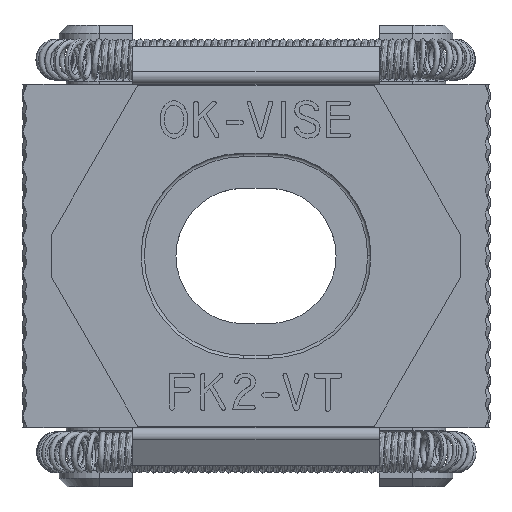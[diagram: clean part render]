
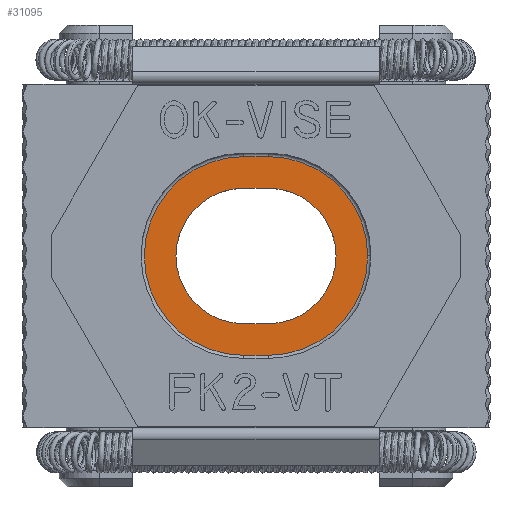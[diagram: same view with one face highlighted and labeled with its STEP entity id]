
A CAD part, top view. The second image highlights one B-rep face of the part: STEP entity #31095.
In plain terms, the highlighted planar face has unit normal (0, 0, 1).
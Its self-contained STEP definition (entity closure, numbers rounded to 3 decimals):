
#1443 = VECTOR ( 'NONE', #29347, 1000. ) ;
#3545 = LINE ( 'NONE', #43880, #47089 ) ;
#4335 = CARTESIAN_POINT ( 'NONE',  ( -0.75, -12.1, 7.8 ) ) ;
#5441 = LINE ( 'NONE', #30727, #53583 ) ;
#5560 = CIRCLE ( 'NONE', #23637, 12.1 ) ;
#5756 = CARTESIAN_POINT ( 'NONE',  ( -1.5, -12.1, 7.8 ) ) ;
#5867 = VECTOR ( 'NONE', #27844, 1000. ) ;
#6367 = FACE_OUTER_BOUND ( 'NONE', #30625, .T. ) ;
#6733 = CARTESIAN_POINT ( 'NONE',  ( 0.75, 12.1, 7.8 ) ) ;
#7625 = VERTEX_POINT ( 'NONE', #29636 ) ;
#7949 = DIRECTION ( 'NONE',  ( 0., 0., -1. ) ) ;
#8486 = DIRECTION ( 'NONE',  ( 0., 0., -1. ) ) ;
#9051 = DIRECTION ( 'NONE',  ( 1., 0., 0. ) ) ;
#9947 = DIRECTION ( 'NONE',  ( -1., 0., 0. ) ) ;
#10550 = CARTESIAN_POINT ( 'NONE',  ( 1.5, 0., 7.8 ) ) ;
#10926 = EDGE_LOOP ( 'NONE', ( #15894, #26737, #27622, #45457, #33856 ) ) ;
#12891 = ORIENTED_EDGE ( 'NONE', *, *, #23246, .F. ) ;
#13470 = CARTESIAN_POINT ( 'NONE',  ( -1.5, 0., 7.8 ) ) ;
#14562 = CARTESIAN_POINT ( 'NONE',  ( -1.5, 0., 7.8 ) ) ;
#15894 = ORIENTED_EDGE ( 'NONE', *, *, #36172, .T. ) ;
#15987 = DIRECTION ( 'NONE',  ( 1., 0., 0. ) ) ;
#17033 = EDGE_CURVE ( 'NONE', #17043, #26029, #5441, .T. ) ;
#17038 = LINE ( 'NONE', #6733, #5867 ) ;
#17043 = VERTEX_POINT ( 'NONE', #18193 ) ;
#17062 = ORIENTED_EDGE ( 'NONE', *, *, #32893, .F. ) ;
#18193 = CARTESIAN_POINT ( 'NONE',  ( 1.5, -8.25, 7.8 ) ) ;
#19179 = EDGE_CURVE ( 'NONE', #26047, #53791, #48268, .T. ) ;
#20127 = CARTESIAN_POINT ( 'NONE',  ( 1.5, 12.1, 7.8 ) ) ;
#20249 = CIRCLE ( 'NONE', #44693, 8.25 ) ;
#21163 = EDGE_CURVE ( 'NONE', #29976, #53791, #45184, .T. ) ;
#22058 = DIRECTION ( 'NONE',  ( 0., 0., -1. ) ) ;
#22814 = FACE_BOUND ( 'NONE', #10926, .T. ) ;
#23246 = EDGE_CURVE ( 'NONE', #30054, #29976, #40334, .T. ) ;
#23637 = AXIS2_PLACEMENT_3D ( 'NONE', #42577, #34231, #9051 ) ;
#23991 = CARTESIAN_POINT ( 'NONE',  ( 13.6, 0., 7.8 ) ) ;
#24818 = CARTESIAN_POINT ( 'NONE',  ( 1.5, 0., 7.8 ) ) ;
#26029 = VERTEX_POINT ( 'NONE', #33876 ) ;
#26047 = VERTEX_POINT ( 'NONE', #5756 ) ;
#26668 = EDGE_CURVE ( 'NONE', #42010, #17043, #20249, .T. ) ;
#26737 = ORIENTED_EDGE ( 'NONE', *, *, #46614, .T. ) ;
#27035 = DIRECTION ( 'NONE',  ( -1., 0., 0. ) ) ;
#27622 = ORIENTED_EDGE ( 'NONE', *, *, #33228, .T. ) ;
#27844 = DIRECTION ( 'NONE',  ( -1., 0., 0. ) ) ;
#28395 = CARTESIAN_POINT ( 'NONE',  ( 0., 0., 7.8 ) ) ;
#29027 = CARTESIAN_POINT ( 'NONE',  ( 1.5, 8.25, 7.8 ) ) ;
#29347 = DIRECTION ( 'NONE',  ( 1., 0., 0. ) ) ;
#29636 = CARTESIAN_POINT ( 'NONE',  ( -1.5, 8.25, 7.8 ) ) ;
#29976 = VERTEX_POINT ( 'NONE', #23991 ) ;
#30054 = VERTEX_POINT ( 'NONE', #20127 ) ;
#30625 = EDGE_LOOP ( 'NONE', ( #12891, #38889, #17062, #41204, #39311 ) ) ;
#30727 = CARTESIAN_POINT ( 'NONE',  ( 0., -8.25, 7.8 ) ) ;
#30765 = DIRECTION ( 'NONE',  ( 1., 0., 0. ) ) ;
#31095 = ADVANCED_FACE ( 'NONE', ( #6367, #22814 ), #53567, .T. ) ;
#31347 = DIRECTION ( 'NONE',  ( 0., 0., -1. ) ) ;
#31590 = VERTEX_POINT ( 'NONE', #43564 ) ;
#32090 = DIRECTION ( 'NONE',  ( 1., 0., 0. ) ) ;
#32542 = AXIS2_PLACEMENT_3D ( 'NONE', #33652, #8486, #15987 ) ;
#32869 = AXIS2_PLACEMENT_3D ( 'NONE', #13470, #22058, #42965 ) ;
#32893 = EDGE_CURVE ( 'NONE', #26047, #31590, #5560, .T. ) ;
#32963 = AXIS2_PLACEMENT_3D ( 'NONE', #14562, #48347, #27035 ) ;
#33228 = EDGE_CURVE ( 'NONE', #7625, #42010, #3545, .T. ) ;
#33652 = CARTESIAN_POINT ( 'NONE',  ( 1.5, 0., 7.8 ) ) ;
#33856 = ORIENTED_EDGE ( 'NONE', *, *, #17033, .T. ) ;
#33876 = CARTESIAN_POINT ( 'NONE',  ( -1.5, -8.25, 7.8 ) ) ;
#34231 = DIRECTION ( 'NONE',  ( 0., 0., -1. ) ) ;
#34344 = CIRCLE ( 'NONE', #32869, 8.25 ) ;
#36172 = EDGE_CURVE ( 'NONE', #26029, #45100, #44154, .T. ) ;
#38862 = CARTESIAN_POINT ( 'NONE',  ( -9.75, 0., 7.8 ) ) ;
#38889 = ORIENTED_EDGE ( 'NONE', *, *, #40434, .T. ) ;
#39311 = ORIENTED_EDGE ( 'NONE', *, *, #21163, .F. ) ;
#40334 = CIRCLE ( 'NONE', #32542, 12.1 ) ;
#40434 = EDGE_CURVE ( 'NONE', #30054, #31590, #17038, .T. ) ;
#40566 = DIRECTION ( 'NONE',  ( -1., 0., 0. ) ) ;
#41204 = ORIENTED_EDGE ( 'NONE', *, *, #19179, .T. ) ;
#42010 = VERTEX_POINT ( 'NONE', #29027 ) ;
#42577 = CARTESIAN_POINT ( 'NONE',  ( -1.5, 0., 7.8 ) ) ;
#42965 = DIRECTION ( 'NONE',  ( -1., 0., 0. ) ) ;
#43185 = AXIS2_PLACEMENT_3D ( 'NONE', #24818, #7949, #54233 ) ;
#43564 = CARTESIAN_POINT ( 'NONE',  ( -1.5, 12.1, 7.8 ) ) ;
#43880 = CARTESIAN_POINT ( 'NONE',  ( 0., 8.25, 7.8 ) ) ;
#44154 = CIRCLE ( 'NONE', #32963, 8.25 ) ;
#44693 = AXIS2_PLACEMENT_3D ( 'NONE', #10550, #31347, #40566 ) ;
#45100 = VERTEX_POINT ( 'NONE', #38862 ) ;
#45184 = CIRCLE ( 'NONE', #43185, 12.1 ) ;
#45457 = ORIENTED_EDGE ( 'NONE', *, *, #26668, .T. ) ;
#46614 = EDGE_CURVE ( 'NONE', #45100, #7625, #34344, .T. ) ;
#47089 = VECTOR ( 'NONE', #30765, 1000. ) ;
#48268 = LINE ( 'NONE', #4335, #1443 ) ;
#48347 = DIRECTION ( 'NONE',  ( 0., 0., -1. ) ) ;
#48769 = DIRECTION ( 'NONE',  ( 0., 0., 1. ) ) ;
#49656 = CARTESIAN_POINT ( 'NONE',  ( 1.5, -12.1, 7.8 ) ) ;
#50899 = AXIS2_PLACEMENT_3D ( 'NONE', #28395, #48769, #32090 ) ;
#53567 = PLANE ( 'NONE',  #50899 ) ;
#53583 = VECTOR ( 'NONE', #9947, 1000. ) ;
#53791 = VERTEX_POINT ( 'NONE', #49656 ) ;
#54233 = DIRECTION ( 'NONE',  ( 1., 0., 0. ) ) ;
